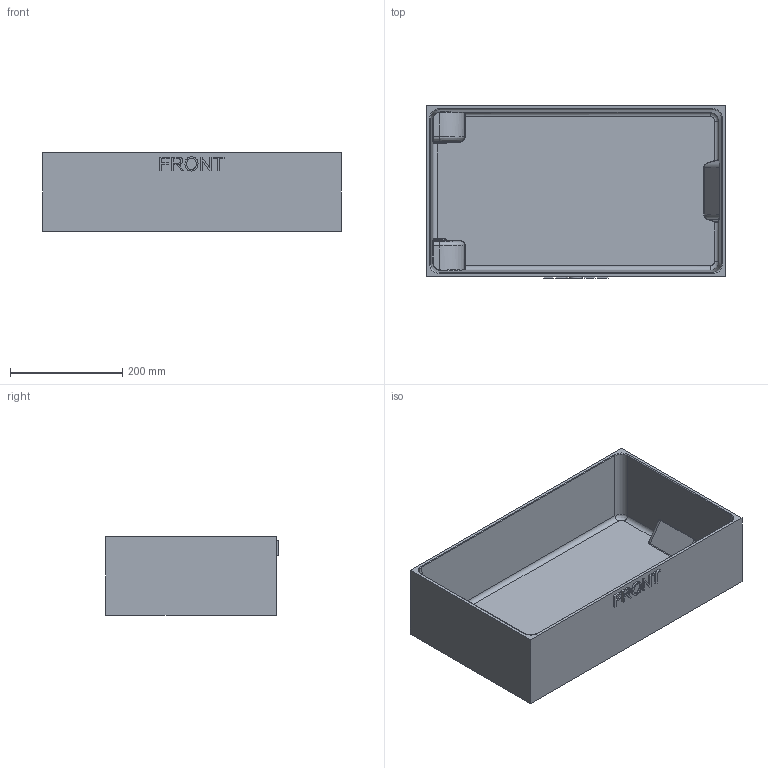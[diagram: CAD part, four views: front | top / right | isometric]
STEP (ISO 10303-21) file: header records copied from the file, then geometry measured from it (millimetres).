
FILE_DESCRIPTION( ( 'Unknown' ), '1' );
FILE_NAME( '2500-base_internal_tub.stp', 'Unknown', ( 'Unknown' ), ( 'Unknown' ), 'PSStep 10.1', 'Unknown', ' ' );
FILE_SCHEMA( ( 'AUTOMOTIVE_DESIGN { 1 0 10303 214 1 1 1 1 }' ) );
Length unit declared in the file: millimetre
Products named in the file (1): 1
Bounding box: 533.4 x 307.98 x 139.7 mm (x, y, z)
Volume: 2965374.4 mm3; surface area: 759778.7 mm2
Topology: 1 solids, 1 shells, 168 faces, 411 edges, 248 vertices
Faces by surface type: plane 62, bspline 57, cylinder 43, extrusion 6
Entity records: 7899 total; most frequent: CARTESIAN_POINT 4608, ORIENTED_EDGE 808, DIRECTION 477, EDGE_CURVE 404, VERTEX_POINT 248, B_SPLINE_CURVE_WITH_KNOTS 208, EDGE_LOOP 178, AXIS2_PLACEMENT_3D 175
